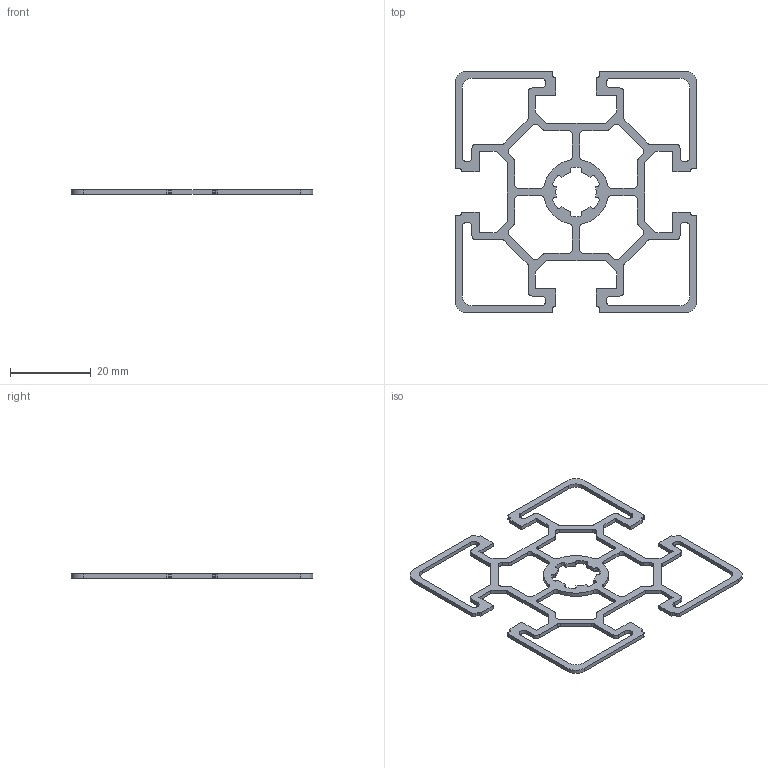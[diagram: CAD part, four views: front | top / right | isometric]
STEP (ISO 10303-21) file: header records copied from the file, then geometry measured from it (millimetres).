
FILE_DESCRIPTION(/* description */ ('BSB Aluminum Profile 60x60-L'),/* implementation_level */ '2;1');
FILE_NAME(/* name */ '1007518.ipt.stp',/* time_stamp */ '2020-04-01T16:45:55+02:00',/* author */ (''),/* organization */ ('COOMACH'),/* preprocessor_version */ 'ST-DEVELOPER v16.5',/* originating_system */ 'Autodesk Inventor 2017',/* authorisation */ '');
FILE_SCHEMA (('AUTOMOTIVE_DESIGN { 1 0 10303 214 3 1 1 }'));
Length unit declared in the file: millimetre
Products named in the file (1): 1007518
Bounding box: 60 x 60 x 1 mm (x, y, z)
Volume: 966.2 mm3; surface area: 2893.1 mm2
Topology: 1 solids, 1 shells, 246 faces, 732 edges, 488 vertices
Faces by surface type: plane 130, cylinder 116
Entity records: 8374 total; most frequent: CARTESIAN_POINT 1467, ORIENTED_EDGE 1464, DIRECTION 1458, EDGE_CURVE 732, LINE 500, VECTOR 500, VERTEX_POINT 488, AXIS2_PLACEMENT_3D 479
